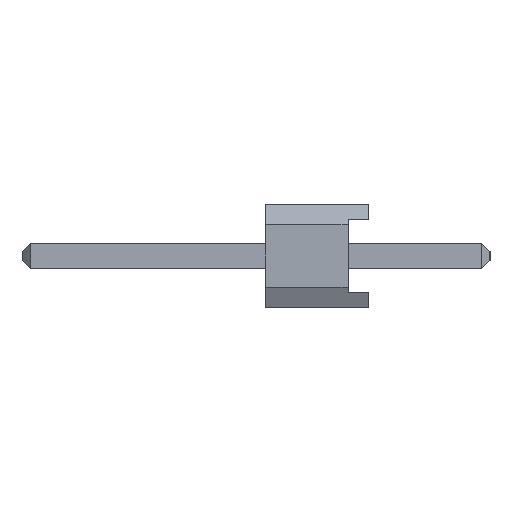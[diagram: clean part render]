
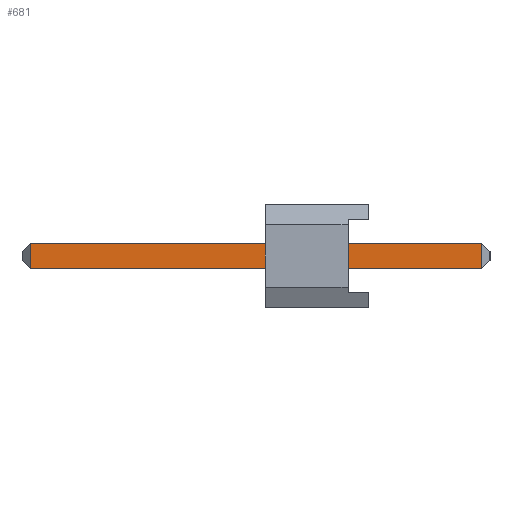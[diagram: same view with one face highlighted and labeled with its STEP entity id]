
A CAD part, left-side view. The second image highlights one B-rep face of the part: STEP entity #681.
In plain terms, the highlighted face is planar.
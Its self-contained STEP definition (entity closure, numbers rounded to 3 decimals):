
#155=FACE_OUTER_BOUND('',#187,.T.);
#187=EDGE_LOOP('',(#515,#516,#517,#518));
#216=LINE('',#1055,#292);
#233=LINE('',#1090,#309);
#234=LINE('',#1092,#310);
#235=LINE('',#1093,#311);
#292=VECTOR('',#845,1000.);
#309=VECTOR('',#874,1000.);
#310=VECTOR('',#875,1000.);
#311=VECTOR('',#876,1000.);
#368=VERTEX_POINT('',#1052);
#369=VERTEX_POINT('',#1054);
#381=VERTEX_POINT('',#1089);
#382=VERTEX_POINT('',#1091);
#416=EDGE_CURVE('',#369,#368,#216,.T.);
#433=EDGE_CURVE('',#369,#381,#233,.T.);
#434=EDGE_CURVE('',#368,#382,#234,.T.);
#435=EDGE_CURVE('',#382,#381,#235,.T.);
#515=ORIENTED_EDGE('',*,*,#433,.F.);
#516=ORIENTED_EDGE('',*,*,#416,.T.);
#517=ORIENTED_EDGE('',*,*,#434,.T.);
#518=ORIENTED_EDGE('',*,*,#435,.T.);
#649=PLANE('',#779);
#681=ADVANCED_FACE('',(#155),#649,.F.);
#779=AXIS2_PLACEMENT_3D('',#1088,#872,#873);
#845=DIRECTION('',(0.,1.,0.));
#872=DIRECTION('center_axis',(-1.,0.,0.));
#873=DIRECTION('ref_axis',(0.,0.,1.));
#874=DIRECTION('',(0.,0.,1.));
#875=DIRECTION('',(0.,0.,1.));
#876=DIRECTION('',(0.,-1.,0.));
#1052=CARTESIAN_POINT('',(0.32,0.32,-5.57));
#1054=CARTESIAN_POINT('',(0.32,-0.32,-5.57));
#1055=CARTESIAN_POINT('',(0.32,-0.32,-5.57));
#1088=CARTESIAN_POINT('Origin',(0.32,-0.32,-5.77));
#1089=CARTESIAN_POINT('',(0.32,-0.32,5.57));
#1090=CARTESIAN_POINT('',(0.32,-0.32,-5.77));
#1091=CARTESIAN_POINT('',(0.32,0.32,5.57));
#1092=CARTESIAN_POINT('',(0.32,0.32,-5.77));
#1093=CARTESIAN_POINT('',(0.32,-0.32,5.57));
